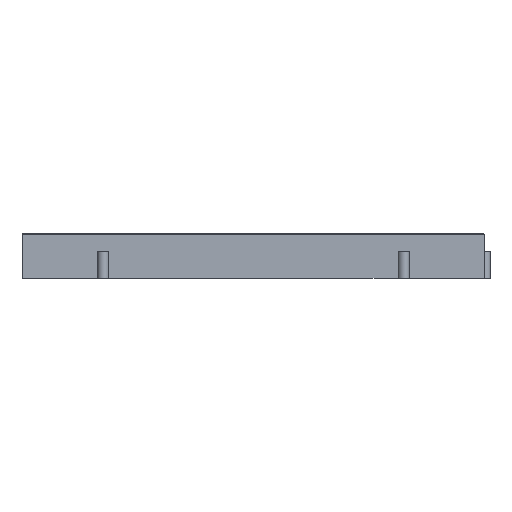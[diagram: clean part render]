
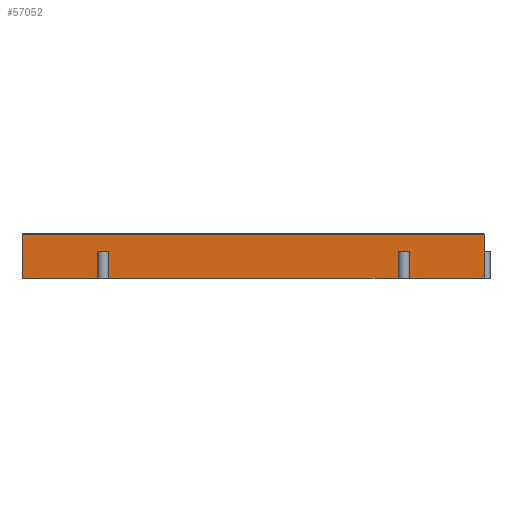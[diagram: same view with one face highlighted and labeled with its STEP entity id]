
A CAD part, left-side view. The second image highlights one B-rep face of the part: STEP entity #57052.
In plain terms, the highlighted planar face has unit normal (-1, 0, 0).
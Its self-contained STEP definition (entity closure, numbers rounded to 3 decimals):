
#30=LINE('',#79772,#8106);
#31=LINE('',#79776,#8107);
#32=LINE('',#79780,#8108);
#47=LINE('',#79812,#8123);
#64=LINE('',#79846,#8140);
#67=LINE('',#79851,#8143);
#68=LINE('',#79853,#8144);
#69=LINE('',#79854,#8145);
#70=LINE('',#79856,#8146);
#71=LINE('',#79858,#8147);
#72=LINE('',#79859,#8148);
#73=LINE('',#79861,#8149);
#8106=VECTOR('',#64371,1000.);
#8107=VECTOR('',#64374,1000.);
#8108=VECTOR('',#64377,1000.);
#8123=VECTOR('',#64400,1000.);
#8140=VECTOR('',#64427,1000.);
#8143=VECTOR('',#64432,1000.);
#8144=VECTOR('',#64433,1000.);
#8145=VECTOR('',#64434,1000.);
#8146=VECTOR('',#64435,1000.);
#8147=VECTOR('',#64436,1000.);
#8148=VECTOR('',#64437,1000.);
#8149=VECTOR('',#64438,1000.);
#16241=ORIENTED_EDGE('',*,*,#32423,.T.);
#16242=ORIENTED_EDGE('',*,*,#32380,.T.);
#16243=ORIENTED_EDGE('',*,*,#32420,.F.);
#16244=ORIENTED_EDGE('',*,*,#32424,.T.);
#16245=ORIENTED_EDGE('',*,*,#32401,.T.);
#16246=ORIENTED_EDGE('',*,*,#32384,.T.);
#16247=ORIENTED_EDGE('',*,*,#32425,.F.);
#16248=ORIENTED_EDGE('',*,*,#32426,.F.);
#16249=ORIENTED_EDGE('',*,*,#32427,.T.);
#16250=ORIENTED_EDGE('',*,*,#32382,.T.);
#16251=ORIENTED_EDGE('',*,*,#32428,.F.);
#16252=ORIENTED_EDGE('',*,*,#32429,.F.);
#32380=EDGE_CURVE('',#40477,#40476,#30,.T.);
#32382=EDGE_CURVE('',#40479,#40478,#31,.T.);
#32384=EDGE_CURVE('',#40481,#40480,#32,.T.);
#32401=EDGE_CURVE('',#40494,#40481,#47,.T.);
#32420=EDGE_CURVE('',#40505,#40476,#64,.T.);
#32423=EDGE_CURVE('',#40507,#40477,#67,.T.);
#32424=EDGE_CURVE('',#40505,#40494,#68,.T.);
#32425=EDGE_CURVE('',#40508,#40480,#69,.T.);
#32426=EDGE_CURVE('',#40509,#40508,#70,.T.);
#32427=EDGE_CURVE('',#40509,#40479,#71,.T.);
#32428=EDGE_CURVE('',#40510,#40478,#72,.T.);
#32429=EDGE_CURVE('',#40507,#40510,#73,.T.);
#40476=VERTEX_POINT('',#79771);
#40477=VERTEX_POINT('',#79773);
#40478=VERTEX_POINT('',#79775);
#40479=VERTEX_POINT('',#79777);
#40480=VERTEX_POINT('',#79779);
#40481=VERTEX_POINT('',#79781);
#40494=VERTEX_POINT('',#79813);
#40505=VERTEX_POINT('',#79845);
#40507=VERTEX_POINT('',#79852);
#40508=VERTEX_POINT('',#79855);
#40509=VERTEX_POINT('',#79857);
#40510=VERTEX_POINT('',#79860);
#45348=EDGE_LOOP('',(#16241,#16242,#16243,#16244,#16245,#16246,#16247,#16248,
#16249,#16250,#16251,#16252));
#49386=FACE_BOUND('',#45348,.T.);
#53424=PLANE('',#60707);
#57052=ADVANCED_FACE('',(#49386),#53424,.F.);
#60707=AXIS2_PLACEMENT_3D('',#79850,#64430,#64431);
#64371=DIRECTION('',(0.,-1.,0.));
#64374=DIRECTION('',(0.,-1.,0.));
#64377=DIRECTION('',(0.,-1.,0.));
#64400=DIRECTION('',(0.,0.,-1.));
#64427=DIRECTION('',(0.,0.,-1.));
#64430=DIRECTION('',(1.,0.,0.));
#64431=DIRECTION('',(0.,1.,0.));
#64432=DIRECTION('',(0.,0.,-1.));
#64433=DIRECTION('',(0.,1.,0.));
#64434=DIRECTION('',(0.,0.,-1.));
#64435=DIRECTION('',(0.,1.,0.));
#64436=DIRECTION('',(0.,0.,-1.));
#64437=DIRECTION('',(0.,0.,-1.));
#64438=DIRECTION('',(0.,1.,0.));
#79771=CARTESIAN_POINT('',(-27.3,-42.,0.));
#79772=CARTESIAN_POINT('',(-27.3,42.,0.));
#79773=CARTESIAN_POINT('',(-27.3,-28.3,0.));
#79775=CARTESIAN_POINT('',(-27.3,-26.3,0.));
#79776=CARTESIAN_POINT('',(-27.3,42.,0.));
#79777=CARTESIAN_POINT('',(-27.3,26.3,0.));
#79779=CARTESIAN_POINT('',(-27.3,28.3,0.));
#79780=CARTESIAN_POINT('',(-27.3,42.,0.));
#79781=CARTESIAN_POINT('',(-27.3,42.,0.));
#79812=CARTESIAN_POINT('',(-27.3,42.,8.15));
#79813=CARTESIAN_POINT('',(-27.3,42.,8.05));
#79845=CARTESIAN_POINT('',(-27.3,-42.,8.05));
#79846=CARTESIAN_POINT('',(-27.3,-42.,8.15));
#79850=CARTESIAN_POINT('',(-27.3,42.,8.15));
#79851=CARTESIAN_POINT('',(-27.3,-28.3,7.186));
#79852=CARTESIAN_POINT('',(-27.3,-28.3,4.95));
#79853=CARTESIAN_POINT('',(-27.3,42.,8.05));
#79854=CARTESIAN_POINT('',(-27.3,28.3,7.186));
#79855=CARTESIAN_POINT('',(-27.3,28.3,4.95));
#79856=CARTESIAN_POINT('',(-27.3,28.3,4.95));
#79857=CARTESIAN_POINT('',(-27.3,26.3,4.95));
#79858=CARTESIAN_POINT('',(-27.3,26.3,7.186));
#79859=CARTESIAN_POINT('',(-27.3,-26.3,7.186));
#79860=CARTESIAN_POINT('',(-27.3,-26.3,4.95));
#79861=CARTESIAN_POINT('',(-27.3,-26.3,4.95));
